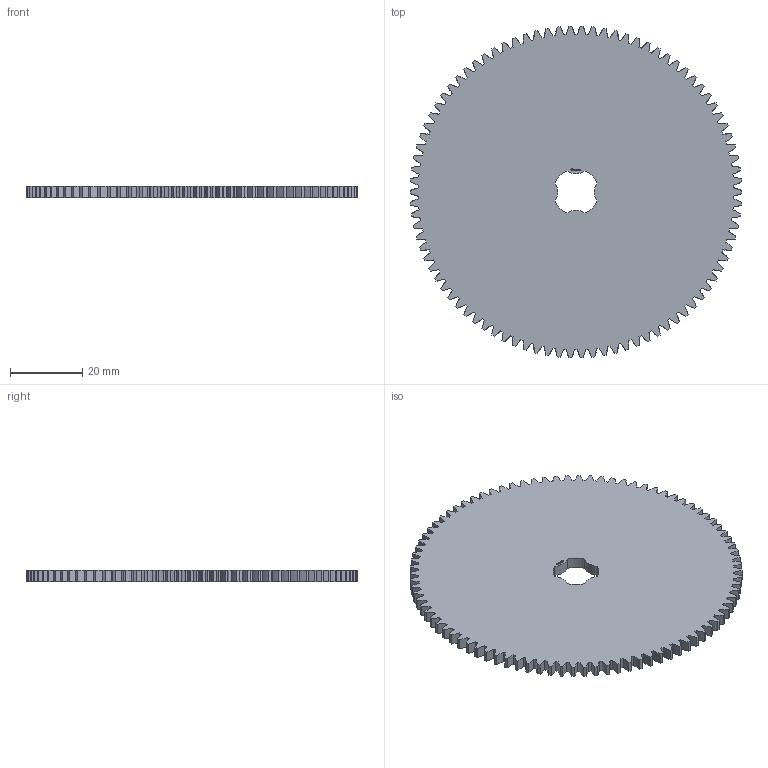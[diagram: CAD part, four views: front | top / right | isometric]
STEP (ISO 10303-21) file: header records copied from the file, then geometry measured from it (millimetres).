
FILE_DESCRIPTION(('FreeCAD Model'),'2;1');
FILE_NAME('Open CASCADE Shape Model','2024-03-11T23:27:32',(''),(''), 'Open CASCADE STEP processor 7.6','FreeCAD','Unknown');
FILE_SCHEMA(('AUTOMOTIVE_DESIGN { 1 0 10303 214 1 1 1 1 }'));
Products named in the file (1): Gear Wheel PLN TTH90 BU00.25 SFT-SHD - SPN-GWH-0337 (stemfie.org)
Bounding box: 92 x 91.97 x 3.12 mm (x, y, z)
Volume: 19475.6 mm3; surface area: 14370.5 mm2
Topology: 1 solids, 1 shells, 852 faces, 2463 edges, 1642 vertices
Faces by surface type: extrusion 520, plane 324, cylinder 8
Entity records: 82685 total; most frequent: CARTESIAN_POINT 31294, DIRECTION 6511, VECTOR 5797, LINE 5277, ORIENTED_EDGE 4926, PCURVE 4926, DEFINITIONAL_REPRESENTATION 4926, B_SPLINE_CURVE_WITH_KNOTS 2600
